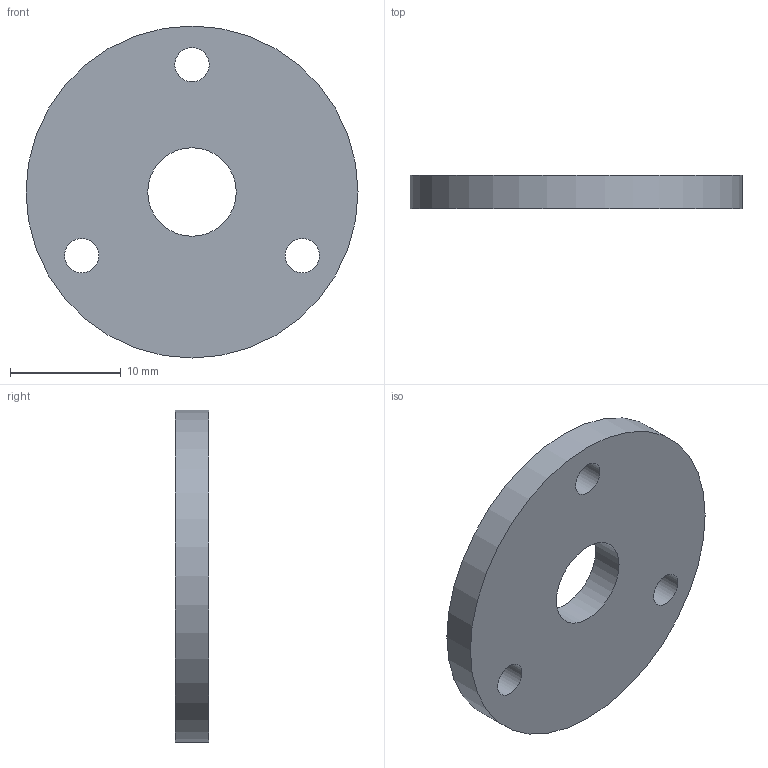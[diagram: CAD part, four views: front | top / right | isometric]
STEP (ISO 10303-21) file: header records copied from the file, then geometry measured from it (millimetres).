
FILE_DESCRIPTION(/* description */ (''),/* implementation_level */ '2;1');
FILE_NAME(/* name */ 'Bearing Fixed Clip.step',/* time_stamp */ '2023-07-30T19:21:56+08:00',/* author */ (''),/* organization */ (''),/* preprocessor_version */ 'ST-DEVELOPER v19.2',/* originating_system */ 'Autodesk Translation Framework v11.17.0.187',/* authorisation */ '');
FILE_SCHEMA (('AUTOMOTIVE_DESIGN { 1 0 10303 214 3 1 1 }'));
Length unit declared in the file: millimetre
Products named in the file (1): Bearing Fixed Clip
Bounding box: 30 x 3 x 30 mm (x, y, z)
Volume: 1901.8 mm3; surface area: 1713.7 mm2
Topology: 1 solids, 1 shells, 7 faces, 15 edges, 10 vertices
Faces by surface type: cylinder 5, plane 2
Full cylindrical faces by diameter (mm): 3.1 x3, 8 x1, 30 x1
Entity records: 248 total; most frequent: DIRECTION 41, CARTESIAN_POINT 33, ORIENTED_EDGE 30, AXIS2_PLACEMENT_3D 18, EDGE_LOOP 15, EDGE_CURVE 15, CIRCLE 10, VERTEX_POINT 10
